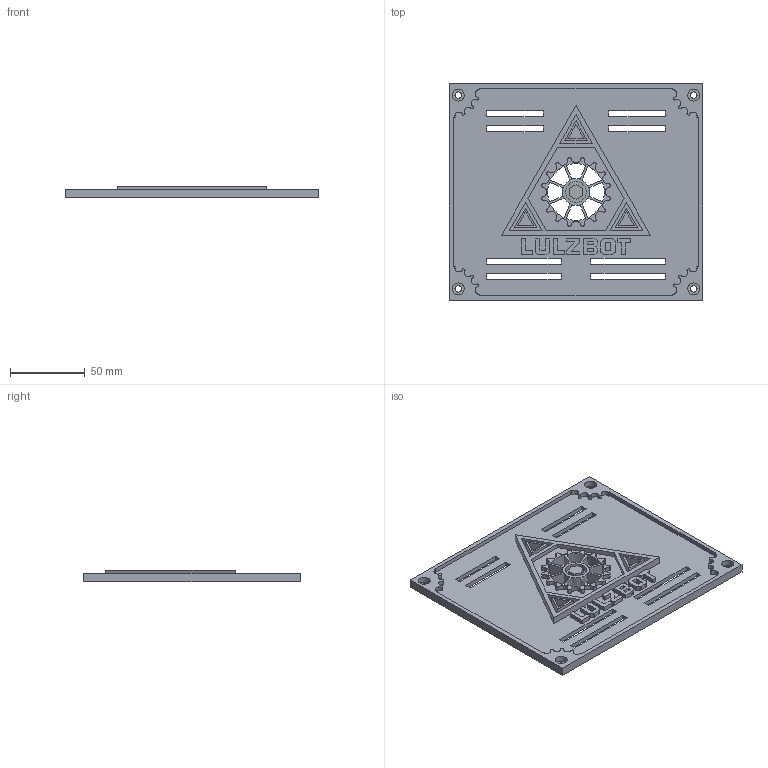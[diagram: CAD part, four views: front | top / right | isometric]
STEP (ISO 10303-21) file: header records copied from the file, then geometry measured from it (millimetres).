
FILE_DESCRIPTION(('FreeCAD Model'),'2;1');
FILE_NAME('ElectronicEnclosureTop.stp','2013-01-05T00:16:10',('FreeCAD'),('FreeCAD'), 'Open CASCADE STEP processor 6.5','FreeCAD','Unknown');
FILE_SCHEMA(('AUTOMOTIVE_DESIGN_CC2 { 1 2 10303 214 -1 1 5 4 }'));
Length unit declared in the file: millimetre
Products named in the file (1): Open CASCADE STEP translator 6.5 9
Bounding box: 170 x 145 x 8 mm (x, y, z)
Volume: 86995.9 mm3; surface area: 62145.2 mm2
Topology: 1 solids, 1 shells, 432 faces, 1191 edges, 794 vertices
Faces by surface type: extrusion 200, plane 135, cylinder 97
Full cylindrical faces by diameter (mm): 4.4 x4, 5.2 x4, 8 x4, 14 x1
Entity records: 33471 total; most frequent: CARTESIAN_POINT 11443, DIRECTION 3303, VECTOR 2389, ORIENTED_EDGE 2382, PCURVE 2382, DEFINITIONAL_REPRESENTATION 2382, LINE 2189, B_SPLINE_CURVE_WITH_KNOTS 1196
